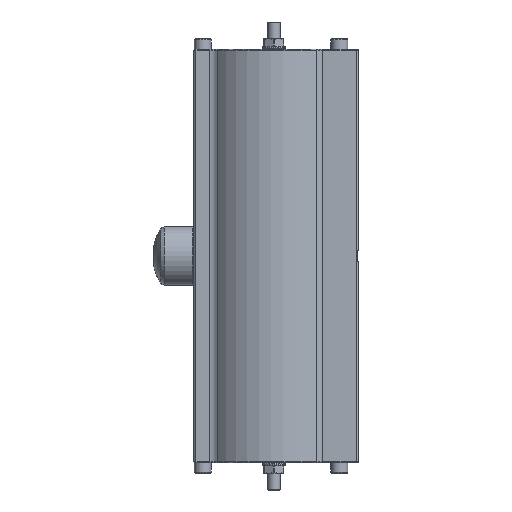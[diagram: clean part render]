
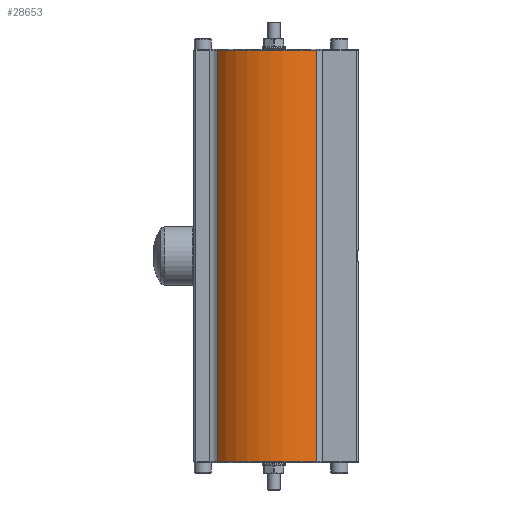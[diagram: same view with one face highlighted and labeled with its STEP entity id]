
A CAD part, left-side view. The second image highlights one B-rep face of the part: STEP entity #28653.
In plain terms, the highlighted cylindrical face has radius 69 mm (diameter 138 mm), a partial arc.
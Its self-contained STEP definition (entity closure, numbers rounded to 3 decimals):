
#1156=CYLINDRICAL_SURFACE('',#30604,69.);
#2316=FACE_OUTER_BOUND('',#4121,.T.);
#4121=EDGE_LOOP('',(#19530,#19531,#19532,#19533));
#6345=LINE('',#43515,#8376);
#6346=LINE('',#43521,#8377);
#8376=VECTOR('',#34665,10.);
#8377=VECTOR('',#34672,10.);
#10031=CIRCLE('',#30605,69.);
#10032=CIRCLE('',#30606,69.);
#11784=VERTEX_POINT('',#43512);
#11785=VERTEX_POINT('',#43514);
#11786=VERTEX_POINT('',#43518);
#11787=VERTEX_POINT('',#43520);
#14671=EDGE_CURVE('',#11785,#11784,#6345,.T.);
#14673=EDGE_CURVE('',#11784,#11786,#10031,.T.);
#14674=EDGE_CURVE('',#11787,#11786,#6346,.T.);
#14675=EDGE_CURVE('',#11785,#11787,#10032,.T.);
#19530=ORIENTED_EDGE('',*,*,#14673,.T.);
#19531=ORIENTED_EDGE('',*,*,#14674,.F.);
#19532=ORIENTED_EDGE('',*,*,#14675,.F.);
#19533=ORIENTED_EDGE('',*,*,#14671,.T.);
#28653=ADVANCED_FACE('',(#2316),#1156,.T.);
#30604=AXIS2_PLACEMENT_3D('',#43517,#34668,#34669);
#30605=AXIS2_PLACEMENT_3D('',#43519,#34670,#34671);
#30606=AXIS2_PLACEMENT_3D('',#43522,#34673,#34674);
#34665=DIRECTION('',(0.,0.,-1.));
#34668=DIRECTION('center_axis',(0.,0.,
1.));
#34669=DIRECTION('ref_axis',(0.633,-0.774,0.));
#34670=DIRECTION('center_axis',(0.,0.,
1.));
#34671=DIRECTION('ref_axis',(-0.992,0.129,0.));
#34672=DIRECTION('',(0.,0.,-1.));
#34673=DIRECTION('center_axis',(0.,0.,
1.));
#34674=DIRECTION('ref_axis',(-0.992,0.129,0.));
#43512=CARTESIAN_POINT('',(-43.671,53.421,-195.));
#43514=CARTESIAN_POINT('',(-43.671,53.421,195.));
#43515=CARTESIAN_POINT('',(-43.671,53.421,-184.));
#43517=CARTESIAN_POINT('Origin',(0.,0.,-184.));
#43518=CARTESIAN_POINT('',(-55.899,-40.452,-195.));
#43519=CARTESIAN_POINT('Origin',(0.,0.,
-195.));
#43520=CARTESIAN_POINT('',(-55.899,-40.452,195.));
#43521=CARTESIAN_POINT('',(-55.899,-40.452,-184.));
#43522=CARTESIAN_POINT('Origin',(0.,0.,
195.));
